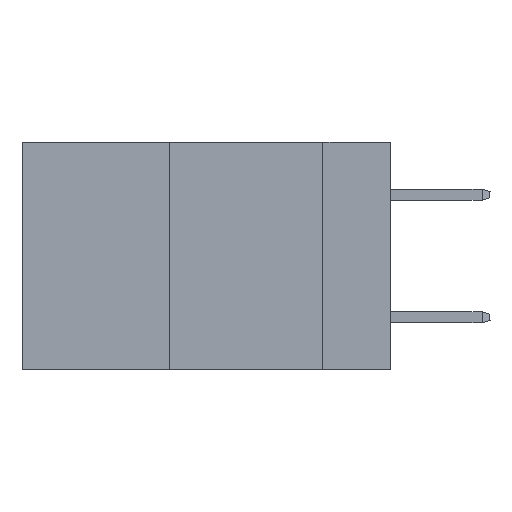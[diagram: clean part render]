
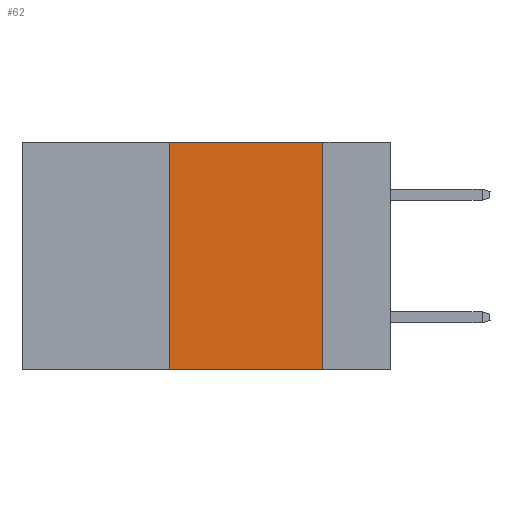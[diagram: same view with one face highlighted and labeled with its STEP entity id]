
A CAD part, left-side view. The second image highlights one B-rep face of the part: STEP entity #62.
In plain terms, the highlighted planar face has unit normal (-1, 0, 0).
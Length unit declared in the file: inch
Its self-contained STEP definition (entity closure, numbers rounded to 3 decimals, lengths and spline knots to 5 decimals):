
#62 = ADVANCED_FACE ( 'NONE', ( #7898 ), #11340, .F. ) ;
#492 = EDGE_CURVE ( 'NONE', #3606, #18176, #18339, .T. ) ;
#822 = VECTOR ( 'NONE', #4523, 39.37008 ) ;
#1071 = ORIENTED_EDGE ( 'NONE', *, *, #492, .F. ) ;
#1107 = ORIENTED_EDGE ( 'NONE', *, *, #14740, .F. ) ;
#1218 = EDGE_CURVE ( 'NONE', #18176, #3484, #13430, .T. ) ;
#1698 = VERTEX_POINT ( 'NONE', #12237 ) ;
#2639 = AXIS2_PLACEMENT_3D ( 'NONE', #4990, #7988, #3436 ) ;
#3436 = DIRECTION ( 'NONE',  ( 0., 0., -1. ) ) ;
#3484 = VERTEX_POINT ( 'NONE', #18354 ) ;
#3606 = VERTEX_POINT ( 'NONE', #19212 ) ;
#4523 = DIRECTION ( 'NONE',  ( 0., -1., 0. ) ) ;
#4990 = CARTESIAN_POINT ( 'NONE',  ( 0., 0.6, 0. ) ) ;
#5932 = ORIENTED_EDGE ( 'NONE', *, *, #7950, .T. ) ;
#7238 = CARTESIAN_POINT ( 'NONE',  ( 0., 0.36, 0. ) ) ;
#7557 = EDGE_LOOP ( 'NONE', ( #1107, #12607, #1071, #5932 ) ) ;
#7898 = FACE_OUTER_BOUND ( 'NONE', #7557, .T. ) ;
#7950 = EDGE_CURVE ( 'NONE', #3606, #1698, #13619, .T. ) ;
#7988 = DIRECTION ( 'NONE',  ( 1., 0., 0. ) ) ;
#9442 = VECTOR ( 'NONE', #12493, 39.37008 ) ;
#10866 = CARTESIAN_POINT ( 'NONE',  ( 0., 0.11, 0. ) ) ;
#11340 = PLANE ( 'NONE',  #2639 ) ;
#12237 = CARTESIAN_POINT ( 'NONE',  ( 0., 0.11, -0.37 ) ) ;
#12239 = LINE ( 'NONE', #10866, #19111 ) ;
#12436 = VECTOR ( 'NONE', #18486, 39.37008 ) ;
#12493 = DIRECTION ( 'NONE',  ( 0., 0., 1. ) ) ;
#12607 = ORIENTED_EDGE ( 'NONE', *, *, #1218, .F. ) ;
#13430 = LINE ( 'NONE', #17909, #822 ) ;
#13619 = LINE ( 'NONE', #16843, #12436 ) ;
#14740 = EDGE_CURVE ( 'NONE', #3484, #1698, #12239, .T. ) ;
#16725 = DIRECTION ( 'NONE',  ( 0., 0., -1. ) ) ;
#16843 = CARTESIAN_POINT ( 'NONE',  ( 0., 0.6, -0.37 ) ) ;
#16884 = CARTESIAN_POINT ( 'NONE',  ( 0., 0.36, 0. ) ) ;
#17909 = CARTESIAN_POINT ( 'NONE',  ( 0., 0.6, 0. ) ) ;
#18176 = VERTEX_POINT ( 'NONE', #7238 ) ;
#18339 = LINE ( 'NONE', #16884, #9442 ) ;
#18354 = CARTESIAN_POINT ( 'NONE',  ( 0., 0.11, 0. ) ) ;
#18486 = DIRECTION ( 'NONE',  ( 0., -1., 0. ) ) ;
#19111 = VECTOR ( 'NONE', #16725, 39.37008 ) ;
#19212 = CARTESIAN_POINT ( 'NONE',  ( 0., 0.36, -0.37 ) ) ;
